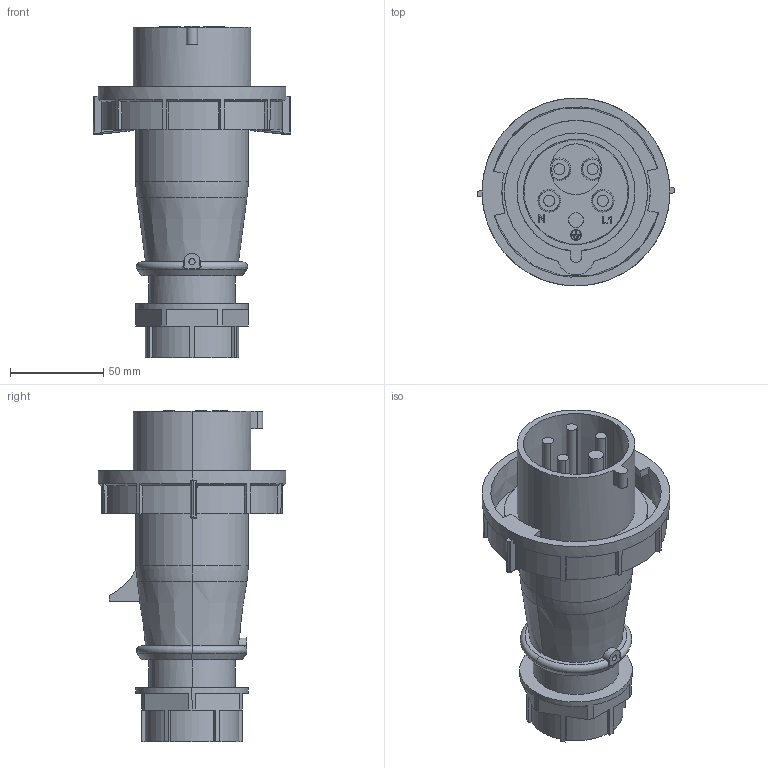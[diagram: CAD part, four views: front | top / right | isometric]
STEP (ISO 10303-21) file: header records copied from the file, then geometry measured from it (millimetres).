
FILE_DESCRIPTION (( 'STEP AP214' ), '1' );
FILE_NAME ('PSR02-032-5-6-67 Âèëêà ïåð. ñ ô_è ÑÑÈ-0252ô 32À-6÷ 380Â 3P+PE+N IP67 IEK.STEP', '2025-12-05T08:39:59', ( '' ), ( '' ), 'SwSTEP 2.0', 'SolidWorks 2022', '' );
FILE_SCHEMA (( 'AUTOMOTIVE_DESIGN' ));
Length unit declared in the file: millimetre
Products named in the file (1): PSR02-032-5-6-67 Вилка пер. с ф_и ССИ-0252ф 32А-6ч 380В 3P+PE+N IP67 IEK
Bounding box: 106.29 x 101 x 178 mm (x, y, z)
Volume: 253270.3 mm3; surface area: 117003.3 mm2
Topology: 4 solids, 5 shells, 760 faces, 2039 edges, 1357 vertices
Faces by surface type: plane 457, cylinder 200, cone 62, bspline 36, torus 5
Entity records: 29246 total; most frequent: CARTESIAN_POINT 10363, ORIENTED_EDGE 4066, DIRECTION 3691, EDGE_CURVE 2033, VERTEX_POINT 1357, AXIS2_PLACEMENT_3D 1248, LINE 1195, VECTOR 1195
